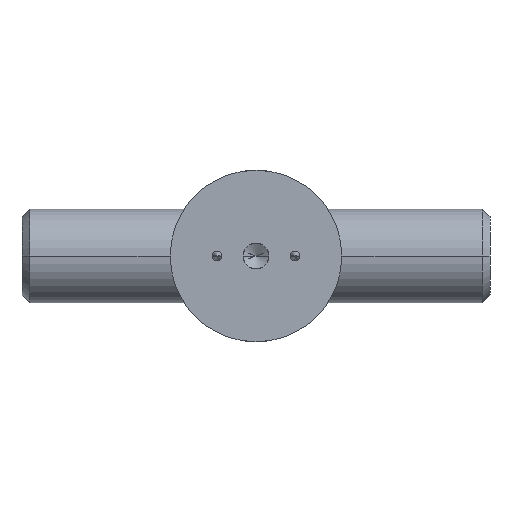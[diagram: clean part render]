
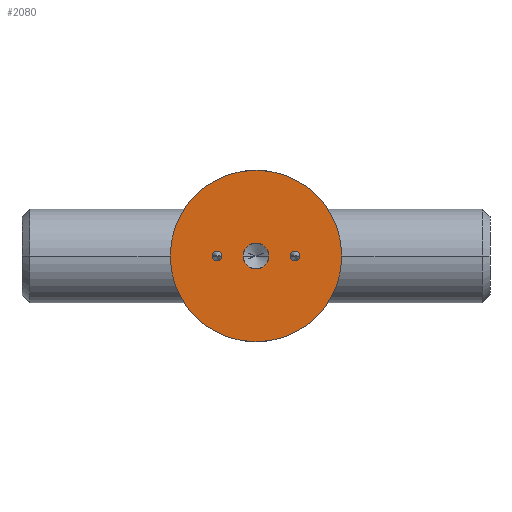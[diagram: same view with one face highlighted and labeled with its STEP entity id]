
A CAD part, front view. The second image highlights one B-rep face of the part: STEP entity #2080.
In plain terms, the highlighted planar face has unit normal (0, -1, 0).
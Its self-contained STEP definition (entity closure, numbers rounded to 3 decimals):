
#1300=CARTESIAN_POINT('',(-11.,0.,0.));
#1310=VERTEX_POINT('',#1300);
#1390=CARTESIAN_POINT('',(11.,0.,0.));
#1400=VERTEX_POINT('',#1390);
#1430=CARTESIAN_POINT('',(0.,0.,0.));
#1440=DIRECTION('',(0.,1.,0.));
#1450=DIRECTION('',(1.,0.,0.));
#1460=AXIS2_PLACEMENT_3D('',#1430,#1440,#1450);
#1470=CIRCLE('',#1460,11.);
#1480=EDGE_CURVE('',#1310,#1400,#1470,.T.);
#1530=CARTESIAN_POINT('',(5.5,0.,0.));
#1540=DIRECTION('',(0.,1.,0.));
#1550=DIRECTION('',(1.,0.,0.));
#1560=AXIS2_PLACEMENT_3D('',#1530,#1540,#1550);
#1570=PLANE('',#1560);
#1580=EDGE_CURVE('',#1400,#1310,#1470,.T.);
#1590=ORIENTED_EDGE('',*,*,#1580,.F.);
#1600=ORIENTED_EDGE('',*,*,#1480,.F.);
#1610=EDGE_LOOP('',(#1600,#1590));
#1620=FACE_OUTER_BOUND('',#1610,.T.);
#1630=CARTESIAN_POINT('',(5.,0.,0.));
#1640=DIRECTION('',(0.,1.,0.));
#1650=DIRECTION('',(1.,0.,0.));
#1660=AXIS2_PLACEMENT_3D('',#1630,#1640,#1650);
#1670=CIRCLE('',#1660,0.6);
#1680=CARTESIAN_POINT('',(5.6,0.,0.));
#1690=VERTEX_POINT('',#1680);
#1700=CARTESIAN_POINT('',(4.4,0.,0.));
#1710=VERTEX_POINT('',#1700);
#1720=EDGE_CURVE('',#1690,#1710,#1670,.T.);
#1730=ORIENTED_EDGE('',*,*,#1720,.T.);
#1740=EDGE_CURVE('',#1710,#1690,#1670,.T.);
#1750=ORIENTED_EDGE('',*,*,#1740,.T.);
#1760=EDGE_LOOP('',(#1750,#1730));
#1770=FACE_BOUND('',#1760,.T.);
#1780=CARTESIAN_POINT('',(-5.,0.,0.));
#1790=DIRECTION('',(0.,1.,0.));
#1800=DIRECTION('',(1.,0.,0.));
#1810=AXIS2_PLACEMENT_3D('',#1780,#1790,#1800);
#1820=CIRCLE('',#1810,0.6);
#1830=CARTESIAN_POINT('',(-5.6,0.,
0.));
#1840=VERTEX_POINT('',#1830);
#1850=CARTESIAN_POINT('',(-4.4,0.,0.));
#1860=VERTEX_POINT('',#1850);
#1870=EDGE_CURVE('',#1840,#1860,#1820,.T.);
#1880=ORIENTED_EDGE('',*,*,#1870,.T.);
#1890=EDGE_CURVE('',#1860,#1840,#1820,.T.);
#1900=ORIENTED_EDGE('',*,*,#1890,.T.);
#1910=EDGE_LOOP('',(#1900,#1880));
#1920=FACE_BOUND('',#1910,.T.);
#1930=CARTESIAN_POINT('',(0.,0.,0.));
#1940=DIRECTION('',(0.,-1.,0.));
#1950=DIRECTION('',(1.,0.,0.));
#1960=AXIS2_PLACEMENT_3D('',#1930,#1940,#1950);
#1970=CIRCLE('',#1960,1.65);
#1980=CARTESIAN_POINT('',(1.65,0.,0.));
#1990=VERTEX_POINT('',#1980);
#2000=CARTESIAN_POINT('',(-1.65,0.,0.));
#2010=VERTEX_POINT('',#2000);
#2020=EDGE_CURVE('',#1990,#2010,#1970,.T.);
#2030=ORIENTED_EDGE('',*,*,#2020,.F.);
#2040=EDGE_CURVE('',#2010,#1990,#1970,.T.);
#2050=ORIENTED_EDGE('',*,*,#2040,.F.);
#2060=EDGE_LOOP('',(#2050,#2030));
#2070=FACE_BOUND('',#2060,.T.);
#2080=ADVANCED_FACE('',(#1620,#1770,#1920,#2070),#1570,.F.);
